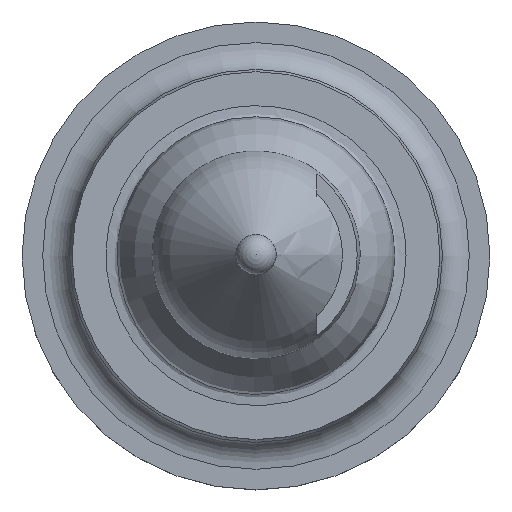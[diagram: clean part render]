
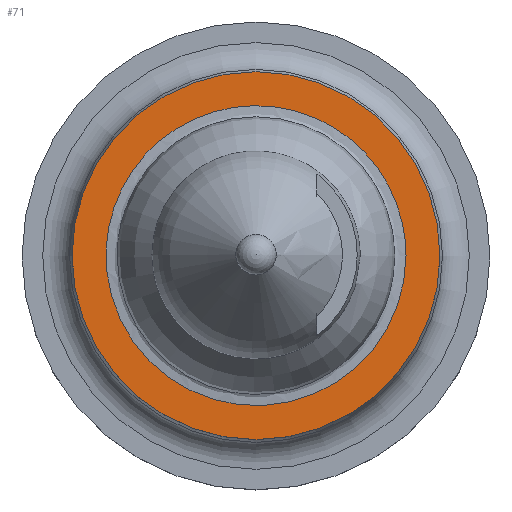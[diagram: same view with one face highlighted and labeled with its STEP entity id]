
A CAD part, top view. The second image highlights one B-rep face of the part: STEP entity #71.
In plain terms, the highlighted conical face has half-angle 89.999 degrees and reference radius 8.504 mm.
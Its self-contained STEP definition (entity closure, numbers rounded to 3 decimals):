
#42=CONICAL_SURFACE('',#291,8.504,89.999);
#71=ADVANCED_FACE('',(#125,#126),#42,.T.);
#90=B_SPLINE_CURVE_WITH_KNOTS('',3,(#434,#435,#436,#437,#438,#439,#440,
#441,#442,#443,#444,#445,#446,#447,#448,#449,#450,#451),.UNSPECIFIED.,.T.,
 .F.,(2,2,2,2,2,2,2,2,2,2,2),(-0.125,0.,0.125,0.25,0.375,0.5,0.625,0.75,
0.875,1.,1.125),.UNSPECIFIED.);
#103=CIRCLE('',#289,11.776);
#125=FACE_BOUND('',#159,.T.);
#126=FACE_BOUND('',#160,.T.);
#159=EDGE_LOOP('',(#200));
#160=EDGE_LOOP('',(#201));
#200=ORIENTED_EDGE('',*,*,#260,.T.);
#201=ORIENTED_EDGE('',*,*,#259,.T.);
#238=VERTEX_POINT('',#432);
#239=VERTEX_POINT('',#452);
#259=EDGE_CURVE('',#238,#238,#103,.T.);
#260=EDGE_CURVE('',#239,#239,#90,.T.);
#289=AXIS2_PLACEMENT_3D('',#431,#341,#342);
#291=AXIS2_PLACEMENT_3D('',#453,#345,#346);
#341=DIRECTION('',(0.,0.,1.));
#342=DIRECTION('',(1.,0.,0.));
#345=DIRECTION('',(0.,0.,-1.));
#346=DIRECTION('',(-1.,0.,0.));
#431=CARTESIAN_POINT('',(0.,90.,15.107));
#432=CARTESIAN_POINT('',(11.776,90.,15.107));
#434=CARTESIAN_POINT('',(9.603,92.514,15.107));
#435=CARTESIAN_POINT('',(9.603,87.486,15.107));
#436=CARTESIAN_POINT('',(8.568,84.987,15.107));
#437=CARTESIAN_POINT('',(5.013,81.432,15.107));
#438=CARTESIAN_POINT('',(2.514,80.397,15.107));
#439=CARTESIAN_POINT('',(-2.514,80.397,15.107));
#440=CARTESIAN_POINT('',(-5.013,81.432,15.107));
#441=CARTESIAN_POINT('',(-8.568,84.987,15.107));
#442=CARTESIAN_POINT('',(-9.603,87.486,15.107));
#443=CARTESIAN_POINT('',(-9.603,92.514,15.107));
#444=CARTESIAN_POINT('',(-8.568,95.013,15.107));
#445=CARTESIAN_POINT('',(-5.013,98.568,15.107));
#446=CARTESIAN_POINT('',(-2.514,99.603,15.107));
#447=CARTESIAN_POINT('',(2.514,99.603,15.107));
#448=CARTESIAN_POINT('',(5.013,98.568,15.107));
#449=CARTESIAN_POINT('',(8.568,95.013,15.107));
#450=CARTESIAN_POINT('',(9.603,92.514,15.107));
#451=CARTESIAN_POINT('',(9.603,87.486,15.107));
#452=CARTESIAN_POINT('',(9.603,90.,15.107));
#453=CARTESIAN_POINT('',(0.,90.,15.107));
